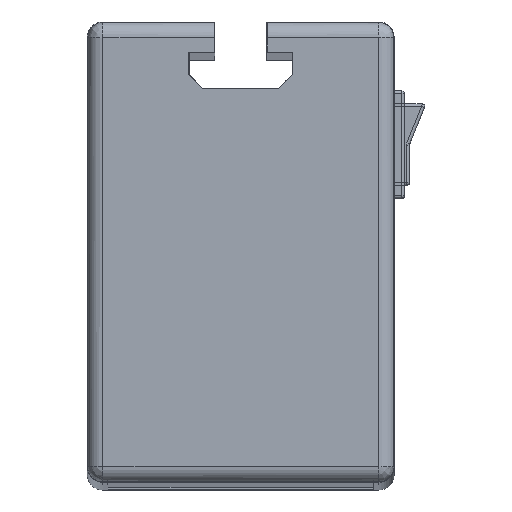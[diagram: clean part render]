
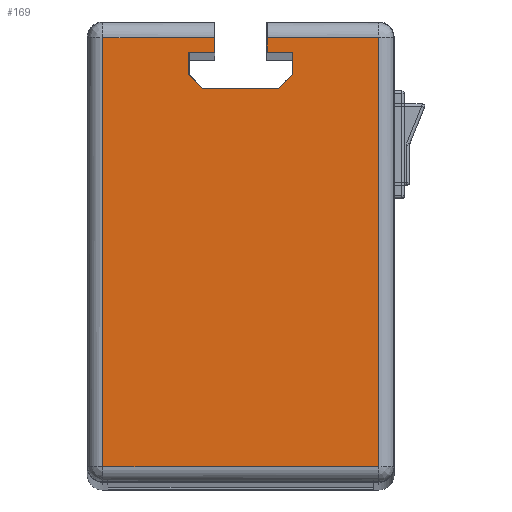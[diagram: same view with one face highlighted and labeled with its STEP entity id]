
A CAD part, top view. The second image highlights one B-rep face of the part: STEP entity #169.
In plain terms, the highlighted planar face has unit normal (0, 0, 1).
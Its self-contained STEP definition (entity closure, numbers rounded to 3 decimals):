
#134 = CARTESIAN_POINT ( 'NONE',  ( -26.95, -41.95, 439. ) ) ;
#157 = CARTESIAN_POINT ( 'NONE',  ( -5.15, 39.05, 439. ) ) ;
#169 = ADVANCED_FACE ( 'NONE', ( #1879 ), #4640, .T. ) ;
#222 = VECTOR ( 'NONE', #3195, 1000. ) ;
#244 = LINE ( 'NONE', #5054, #2938 ) ;
#258 = DIRECTION ( 'NONE',  ( 1., 0., 0. ) ) ;
#265 = VERTEX_POINT ( 'NONE', #667 ) ;
#401 = CARTESIAN_POINT ( 'NONE',  ( 26.95, 41.95, 439. ) ) ;
#498 = EDGE_CURVE ( 'NONE', #929, #265, #4526, .T. ) ;
#589 = DIRECTION ( 'NONE',  ( -1., 0., 0. ) ) ;
#644 = EDGE_CURVE ( 'NONE', #265, #2052, #244, .T. ) ;
#667 = CARTESIAN_POINT ( 'NONE',  ( 10.15, 39.05, 439. ) ) ;
#699 = CARTESIAN_POINT ( 'NONE',  ( -10.15, 39.05, 439. ) ) ;
#707 = LINE ( 'NONE', #4449, #4605 ) ;
#769 = CARTESIAN_POINT ( 'NONE',  ( 0., 41.95, 439. ) ) ;
#926 = CARTESIAN_POINT ( 'NONE',  ( 26.95, 4.376, 439. ) ) ;
#929 = VERTEX_POINT ( 'NONE', #1606 ) ;
#935 = ORIENTED_EDGE ( 'NONE', *, *, #3881, .F. ) ;
#951 = EDGE_CURVE ( 'NONE', #1140, #4032, #3922, .T. ) ;
#970 = ORIENTED_EDGE ( 'NONE', *, *, #2144, .F. ) ;
#1050 = ORIENTED_EDGE ( 'NONE', *, *, #3057, .T. ) ;
#1092 = VECTOR ( 'NONE', #1431, 1000. ) ;
#1140 = VERTEX_POINT ( 'NONE', #4653 ) ;
#1192 = EDGE_CURVE ( 'NONE', #2052, #4113, #1916, .T. ) ;
#1206 = ORIENTED_EDGE ( 'NONE', *, *, #951, .F. ) ;
#1257 = LINE ( 'NONE', #2406, #4786 ) ;
#1264 = EDGE_LOOP ( 'NONE', ( #1500, #2082, #4136, #1050, #2349, #2956, #1330, #4536, #5027, #2834, #935, #1206, #3258, #970 ) ) ;
#1270 = DIRECTION ( 'NONE',  ( 1., 0., 0. ) ) ;
#1330 = ORIENTED_EDGE ( 'NONE', *, *, #5125, .T. ) ;
#1374 = DIRECTION ( 'NONE',  ( -1., 0., 0. ) ) ;
#1424 = VERTEX_POINT ( 'NONE', #134 ) ;
#1431 = DIRECTION ( 'NONE',  ( 0., 1., 0. ) ) ;
#1450 = VECTOR ( 'NONE', #1374, 1000. ) ;
#1500 = ORIENTED_EDGE ( 'NONE', *, *, #4516, .F. ) ;
#1561 = CARTESIAN_POINT ( 'NONE',  ( 0., -41.95, 439. ) ) ;
#1588 = DIRECTION ( 'NONE',  ( -1., 0., 0. ) ) ;
#1606 = CARTESIAN_POINT ( 'NONE',  ( 10.15, 34.701, 439. ) ) ;
#1651 = DIRECTION ( 'NONE',  ( 0., 1., 0. ) ) ;
#1785 = VECTOR ( 'NONE', #3099, 1000. ) ;
#1863 = VERTEX_POINT ( 'NONE', #401 ) ;
#1874 = DIRECTION ( 'NONE',  ( 0., 0., 1. ) ) ;
#1879 = FACE_OUTER_BOUND ( 'NONE', #1264, .T. ) ;
#1916 = LINE ( 'NONE', #3827, #1092 ) ;
#1976 = VECTOR ( 'NONE', #3966, 1000. ) ;
#2052 = VERTEX_POINT ( 'NONE', #4839 ) ;
#2053 = CARTESIAN_POINT ( 'NONE',  ( -10.15, 34.701, 439. ) ) ;
#2070 = VERTEX_POINT ( 'NONE', #2655 ) ;
#2082 = ORIENTED_EDGE ( 'NONE', *, *, #2443, .F. ) ;
#2087 = LINE ( 'NONE', #926, #3977 ) ;
#2144 = EDGE_CURVE ( 'NONE', #3026, #2253, #3045, .T. ) ;
#2253 = VERTEX_POINT ( 'NONE', #2053 ) ;
#2318 = DIRECTION ( 'NONE',  ( 0., -1., 0. ) ) ;
#2349 = ORIENTED_EDGE ( 'NONE', *, *, #3120, .T. ) ;
#2406 = CARTESIAN_POINT ( 'NONE',  ( 7.399, 31.95, 439. ) ) ;
#2443 = EDGE_CURVE ( 'NONE', #4119, #2070, #3466, .T. ) ;
#2616 = EDGE_CURVE ( 'NONE', #4119, #4370, #3774, .T. ) ;
#2655 = CARTESIAN_POINT ( 'NONE',  ( -5.15, 39.05, 439. ) ) ;
#2712 = EDGE_CURVE ( 'NONE', #5046, #1863, #2087, .T. ) ;
#2749 = CARTESIAN_POINT ( 'NONE',  ( 0., 41.95, 439. ) ) ;
#2807 = DIRECTION ( 'NONE',  ( 0.707, 0.707, 0. ) ) ;
#2834 = ORIENTED_EDGE ( 'NONE', *, *, #498, .F. ) ;
#2938 = VECTOR ( 'NONE', #589, 1000. ) ;
#2956 = ORIENTED_EDGE ( 'NONE', *, *, #2712, .T. ) ;
#2972 = VECTOR ( 'NONE', #1588, 1000. ) ;
#3026 = VERTEX_POINT ( 'NONE', #699 ) ;
#3045 = LINE ( 'NONE', #4018, #1976 ) ;
#3057 = EDGE_CURVE ( 'NONE', #4370, #1424, #4367, .T. ) ;
#3099 = DIRECTION ( 'NONE',  ( 0., -1., 0. ) ) ;
#3120 = EDGE_CURVE ( 'NONE', #1424, #5046, #4554, .T. ) ;
#3192 = CARTESIAN_POINT ( 'NONE',  ( 7.399, 31.95, 439. ) ) ;
#3195 = DIRECTION ( 'NONE',  ( 1., 0., 0. ) ) ;
#3244 = CARTESIAN_POINT ( 'NONE',  ( -7.399, 31.95, 439. ) ) ;
#3258 = ORIENTED_EDGE ( 'NONE', *, *, #4353, .F. ) ;
#3304 = CARTESIAN_POINT ( 'NONE',  ( -5.15, 41.95, 439. ) ) ;
#3392 = DIRECTION ( 'NONE',  ( 0., 1., 0. ) ) ;
#3433 = VECTOR ( 'NONE', #1651, 1000. ) ;
#3466 = LINE ( 'NONE', #4627, #3519 ) ;
#3484 = CARTESIAN_POINT ( 'NONE',  ( 0., 4.376, 439. ) ) ;
#3519 = VECTOR ( 'NONE', #2318, 1000. ) ;
#3659 = CARTESIAN_POINT ( 'NONE',  ( 5.15, 41.95, 439. ) ) ;
#3695 = VECTOR ( 'NONE', #4347, 1000. ) ;
#3734 = VECTOR ( 'NONE', #1270, 1000. ) ;
#3774 = LINE ( 'NONE', #769, #2972 ) ;
#3827 = CARTESIAN_POINT ( 'NONE',  ( 5.15, 39.05, 439. ) ) ;
#3880 = LINE ( 'NONE', #2749, #3695 ) ;
#3881 = EDGE_CURVE ( 'NONE', #4032, #929, #1257, .T. ) ;
#3922 = LINE ( 'NONE', #3244, #3734 ) ;
#3933 = CARTESIAN_POINT ( 'NONE',  ( -26.95, 4.376, 439. ) ) ;
#3955 = CARTESIAN_POINT ( 'NONE',  ( -26.95, 41.95, 439. ) ) ;
#3966 = DIRECTION ( 'NONE',  ( 0., -1., 0. ) ) ;
#3977 = VECTOR ( 'NONE', #3392, 1000. ) ;
#4018 = CARTESIAN_POINT ( 'NONE',  ( -10.15, 39.05, 439. ) ) ;
#4032 = VERTEX_POINT ( 'NONE', #3192 ) ;
#4043 = AXIS2_PLACEMENT_3D ( 'NONE', #3484, #1874, #258 ) ;
#4046 = CARTESIAN_POINT ( 'NONE',  ( 10.15, 34.701, 439. ) ) ;
#4113 = VERTEX_POINT ( 'NONE', #3659 ) ;
#4119 = VERTEX_POINT ( 'NONE', #3304 ) ;
#4136 = ORIENTED_EDGE ( 'NONE', *, *, #2616, .T. ) ;
#4347 = DIRECTION ( 'NONE',  ( -1., 0., 0. ) ) ;
#4353 = EDGE_CURVE ( 'NONE', #2253, #1140, #707, .T. ) ;
#4367 = LINE ( 'NONE', #3933, #1785 ) ;
#4370 = VERTEX_POINT ( 'NONE', #3955 ) ;
#4420 = LINE ( 'NONE', #157, #1450 ) ;
#4449 = CARTESIAN_POINT ( 'NONE',  ( -10.15, 34.701, 439. ) ) ;
#4516 = EDGE_CURVE ( 'NONE', #2070, #3026, #4420, .T. ) ;
#4526 = LINE ( 'NONE', #4046, #3433 ) ;
#4536 = ORIENTED_EDGE ( 'NONE', *, *, #1192, .F. ) ;
#4554 = LINE ( 'NONE', #1561, #222 ) ;
#4605 = VECTOR ( 'NONE', #5191, 1000. ) ;
#4627 = CARTESIAN_POINT ( 'NONE',  ( -5.15, 44.95, 439. ) ) ;
#4640 = PLANE ( 'NONE',  #4043 ) ;
#4653 = CARTESIAN_POINT ( 'NONE',  ( -7.399, 31.95, 439. ) ) ;
#4773 = CARTESIAN_POINT ( 'NONE',  ( 26.95, -41.95, 439. ) ) ;
#4786 = VECTOR ( 'NONE', #2807, 1000. ) ;
#4839 = CARTESIAN_POINT ( 'NONE',  ( 5.15, 39.05, 439. ) ) ;
#5027 = ORIENTED_EDGE ( 'NONE', *, *, #644, .F. ) ;
#5046 = VERTEX_POINT ( 'NONE', #4773 ) ;
#5054 = CARTESIAN_POINT ( 'NONE',  ( 10.15, 39.05, 439. ) ) ;
#5125 = EDGE_CURVE ( 'NONE', #1863, #4113, #3880, .T. ) ;
#5191 = DIRECTION ( 'NONE',  ( 0.707, -0.707, 0. ) ) ;
